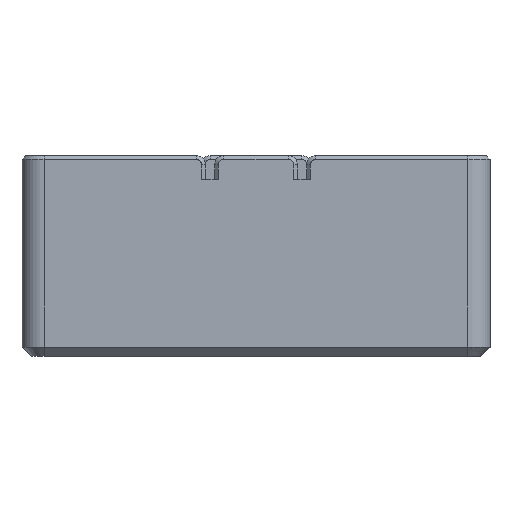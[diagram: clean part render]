
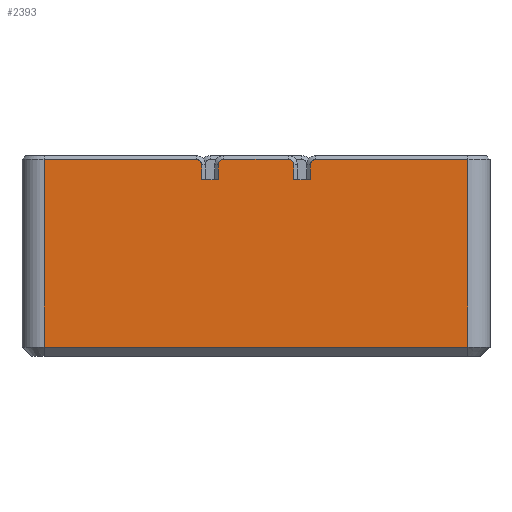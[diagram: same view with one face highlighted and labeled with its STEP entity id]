
A CAD part, front view. The second image highlights one B-rep face of the part: STEP entity #2393.
In plain terms, the highlighted planar face has unit normal (0, -1, 0).
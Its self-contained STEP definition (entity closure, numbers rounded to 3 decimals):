
#74=CIRCLE('',#2572,0.6);
#76=CIRCLE('',#2576,0.6);
#77=CIRCLE('',#2579,0.6);
#78=CIRCLE('',#2580,0.6);
#199=FACE_OUTER_BOUND('',#341,.T.);
#341=EDGE_LOOP('',(#1775,#1776,#1777,#1778,#1779,#1780,#1781,#1782,#1783,
#1784,#1785,#1786,#1787,#1788,#1789,#1790));
#557=LINE('',#3718,#833);
#563=LINE('',#3733,#839);
#567=LINE('',#3745,#843);
#568=LINE('',#3748,#844);
#569=LINE('',#3750,#845);
#570=LINE('',#3752,#846);
#571=LINE('',#3756,#847);
#572=LINE('',#3758,#848);
#573=LINE('',#3760,#849);
#574=LINE('',#3762,#850);
#575=LINE('',#3764,#851);
#576=LINE('',#3767,#852);
#833=VECTOR('',#2967,10.);
#839=VECTOR('',#2981,10.);
#843=VECTOR('',#2993,10.);
#844=VECTOR('',#2996,10.);
#845=VECTOR('',#2997,10.);
#846=VECTOR('',#2998,10.);
#847=VECTOR('',#3001,10.);
#848=VECTOR('',#3002,10.);
#849=VECTOR('',#3003,10.);
#850=VECTOR('',#3004,10.);
#851=VECTOR('',#3005,10.);
#852=VECTOR('',#3008,10.);
#1098=VERTEX_POINT('',#3715);
#1099=VERTEX_POINT('',#3717);
#1101=VERTEX_POINT('',#3723);
#1103=VERTEX_POINT('',#3729);
#1105=VERTEX_POINT('',#3735);
#1107=VERTEX_POINT('',#3741);
#1109=VERTEX_POINT('',#3747);
#1110=VERTEX_POINT('',#3749);
#1111=VERTEX_POINT('',#3751);
#1112=VERTEX_POINT('',#3753);
#1113=VERTEX_POINT('',#3755);
#1114=VERTEX_POINT('',#3757);
#1115=VERTEX_POINT('',#3759);
#1116=VERTEX_POINT('',#3761);
#1117=VERTEX_POINT('',#3763);
#1118=VERTEX_POINT('',#3765);
#1345=EDGE_CURVE('',#1098,#1099,#557,.T.);
#1350=EDGE_CURVE('',#1099,#1101,#74,.T.);
#1353=EDGE_CURVE('',#1101,#1103,#563,.T.);
#1356=EDGE_CURVE('',#1103,#1105,#76,.T.);
#1359=EDGE_CURVE('',#1105,#1107,#567,.T.);
#1360=EDGE_CURVE('',#1107,#1109,#568,.T.);
#1361=EDGE_CURVE('',#1110,#1098,#569,.T.);
#1362=EDGE_CURVE('',#1111,#1110,#570,.T.);
#1363=EDGE_CURVE('',#1112,#1111,#77,.T.);
#1364=EDGE_CURVE('',#1113,#1112,#571,.T.);
#1365=EDGE_CURVE('',#1114,#1113,#572,.T.);
#1366=EDGE_CURVE('',#1115,#1114,#573,.T.);
#1367=EDGE_CURVE('',#1116,#1115,#574,.T.);
#1368=EDGE_CURVE('',#1117,#1116,#575,.T.);
#1369=EDGE_CURVE('',#1118,#1117,#78,.T.);
#1370=EDGE_CURVE('',#1109,#1118,#576,.T.);
#1775=ORIENTED_EDGE('',*,*,#1360,.F.);
#1776=ORIENTED_EDGE('',*,*,#1359,.F.);
#1777=ORIENTED_EDGE('',*,*,#1356,.F.);
#1778=ORIENTED_EDGE('',*,*,#1353,.F.);
#1779=ORIENTED_EDGE('',*,*,#1350,.F.);
#1780=ORIENTED_EDGE('',*,*,#1345,.F.);
#1781=ORIENTED_EDGE('',*,*,#1361,.F.);
#1782=ORIENTED_EDGE('',*,*,#1362,.F.);
#1783=ORIENTED_EDGE('',*,*,#1363,.F.);
#1784=ORIENTED_EDGE('',*,*,#1364,.F.);
#1785=ORIENTED_EDGE('',*,*,#1365,.F.);
#1786=ORIENTED_EDGE('',*,*,#1366,.F.);
#1787=ORIENTED_EDGE('',*,*,#1367,.F.);
#1788=ORIENTED_EDGE('',*,*,#1368,.F.);
#1789=ORIENTED_EDGE('',*,*,#1369,.F.);
#1790=ORIENTED_EDGE('',*,*,#1370,.F.);
#2289=PLANE('',#2578);
#2393=ADVANCED_FACE('',(#199),#2289,.T.);
#2572=AXIS2_PLACEMENT_3D('',#3727,#2975,#2976);
#2576=AXIS2_PLACEMENT_3D('',#3739,#2987,#2988);
#2578=AXIS2_PLACEMENT_3D('',#3746,#2994,#2995);
#2579=AXIS2_PLACEMENT_3D('',#3754,#2999,#3000);
#2580=AXIS2_PLACEMENT_3D('',#3766,#3006,#3007);
#2967=DIRECTION('',(0.,0.,1.));
#2975=DIRECTION('center_axis',(0.,1.,0.));
#2976=DIRECTION('ref_axis',(-0.707,0.,0.707));
#2981=DIRECTION('',(1.,0.,0.));
#2987=DIRECTION('center_axis',(0.,1.,0.));
#2988=DIRECTION('ref_axis',(0.707,0.,0.707));
#2993=DIRECTION('',(0.,0.,-1.));
#2994=DIRECTION('center_axis',(0.,-1.,0.));
#2995=DIRECTION('ref_axis',(1.,0.,0.));
#2996=DIRECTION('',(1.,0.,0.));
#2997=DIRECTION('',(1.,0.,0.));
#2998=DIRECTION('',(0.,0.,-1.));
#2999=DIRECTION('center_axis',(0.,1.,0.));
#3000=DIRECTION('ref_axis',(0.707,0.,0.707));
#3001=DIRECTION('',(1.,0.,0.));
#3002=DIRECTION('',(0.,0.,1.));
#3003=DIRECTION('',(-1.,0.,0.));
#3004=DIRECTION('',(0.,0.,-1.));
#3005=DIRECTION('',(1.,0.,0.));
#3006=DIRECTION('center_axis',(0.,1.,0.));
#3007=DIRECTION('ref_axis',(-0.707,0.,0.707));
#3008=DIRECTION('',(0.,0.,1.));
#3715=CARTESIAN_POINT('',(-4.1,-35.65,19.2));
#3717=CARTESIAN_POINT('',(-4.1,-35.65,20.8));
#3718=CARTESIAN_POINT('',(-4.1,-35.65,0.));
#3723=CARTESIAN_POINT('',(-3.5,-35.65,21.4));
#3727=CARTESIAN_POINT('Origin',(-3.5,-35.65,20.8));
#3729=CARTESIAN_POINT('',(3.5,-35.65,21.4));
#3733=CARTESIAN_POINT('',(2.25,-35.65,21.4));
#3735=CARTESIAN_POINT('',(4.1,-35.65,20.8));
#3739=CARTESIAN_POINT('Origin',(3.5,-35.65,20.8));
#3741=CARTESIAN_POINT('',(4.1,-35.65,19.2));
#3745=CARTESIAN_POINT('',(4.1,-35.65,0.));
#3746=CARTESIAN_POINT('Origin',(4.5,-35.65,0.));
#3747=CARTESIAN_POINT('',(5.9,-35.65,19.2));
#3748=CARTESIAN_POINT('',(-25.4,-35.65,19.2));
#3749=CARTESIAN_POINT('',(-5.9,-35.65,19.2));
#3750=CARTESIAN_POINT('',(-25.4,-35.65,19.2));
#3751=CARTESIAN_POINT('',(-5.9,-35.65,20.8));
#3752=CARTESIAN_POINT('',(-5.9,-35.65,0.));
#3753=CARTESIAN_POINT('',(-6.5,-35.65,21.4));
#3754=CARTESIAN_POINT('Origin',(-6.5,-35.65,20.8));
#3755=CARTESIAN_POINT('',(-23.,-35.65,21.4));
#3756=CARTESIAN_POINT('',(-5.475,-35.65,21.4));
#3757=CARTESIAN_POINT('',(-23.,-35.65,1.));
#3758=CARTESIAN_POINT('',(-23.,-35.65,0.));
#3759=CARTESIAN_POINT('',(23.,-35.65,1.));
#3760=CARTESIAN_POINT('',(2.25,-35.65,1.));
#3761=CARTESIAN_POINT('',(23.,-35.65,21.4));
#3762=CARTESIAN_POINT('',(23.,-35.65,0.));
#3763=CARTESIAN_POINT('',(6.5,-35.65,21.4));
#3764=CARTESIAN_POINT('',(9.975,-35.65,21.4));
#3765=CARTESIAN_POINT('',(5.9,-35.65,20.8));
#3766=CARTESIAN_POINT('Origin',(6.5,-35.65,20.8));
#3767=CARTESIAN_POINT('',(5.9,-35.65,0.));
